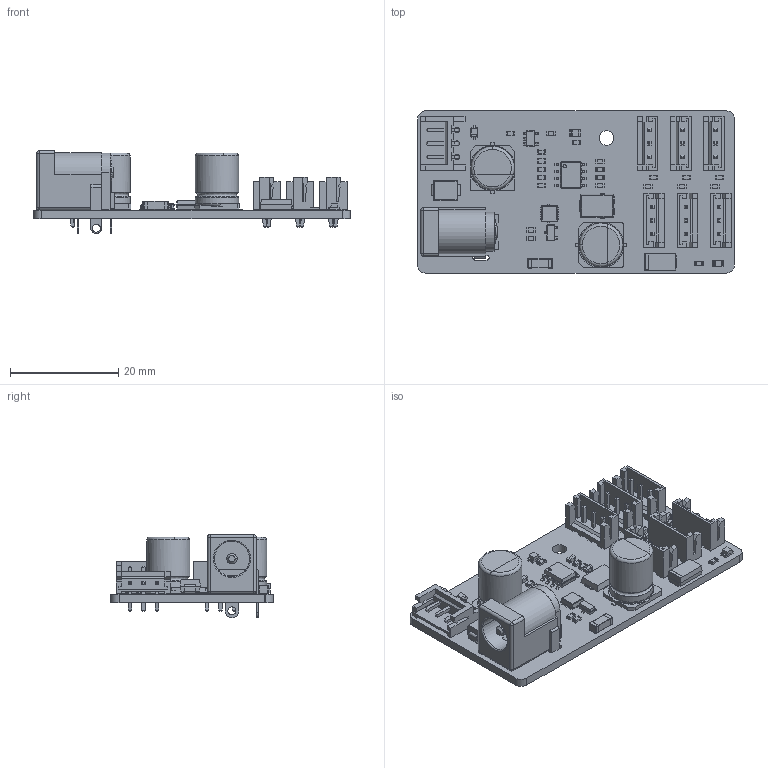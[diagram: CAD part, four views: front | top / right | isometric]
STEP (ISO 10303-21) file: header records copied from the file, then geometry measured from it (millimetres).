
FILE_DESCRIPTION(('KiCad electronic assembly'),'2;1');
FILE_NAME('DXL_330_HUB_Board_ver1.step','2025-06-29T07:49:54',('Pcbnew') ,('Kicad'),'Open CASCADE STEP processor 7.8','KiCad to STEP converter' ,'Unknown');
FILE_SCHEMA(('AUTOMOTIVE_DESIGN { 1 0 10303 214 1 1 1 1 }'));
Length unit declared in the file: millimetre
Products named in the file (34): DXL_330_HUB_Board_ver1 1; CP_EIA-6032-20_AVX-F; CP_EIA_6032_20_AVX_F; JST_EH_B3B-EH-A_1x03_P2.50mm_Vertical; JST_B3B_EH_A; R_0603_1608Metric; C_0603_1608Metric; LED_0805_2012Metric; D_SOD-323; D_SOD_323; SQS401EN-T1_BE3 (1); SIS468DN-T1-GE3; SOT-23; SOT_23; JST_EH_S3B-EH_1x03_P2.50mm_Horizontal; JST_S3B_EH; TO-277A; TO_277A_sp; CP_Elec_8x10.5; CP_Elec_8x105; SOIC-8_3.9x4.9mm_P1.27mm; SOIC_8_39x49mm_P127mm; SMBJ24A; bidirect; DC-005; SOT-23-5; SOT_23_5; BLM41PG600SN1L; BLM41PG102SH1L; DXL_330_HUB_Board_ver3_PCB
Assembly tree (59 placements, depth 3):
  DXL_330_HUB_Board_ver1 1
    CP_EIA-6032-20_AVX-F
      CP_EIA_6032_20_AVX_F
    JST_EH_B3B-EH-A_1x03_P2.50mm_Vertical  x6
      JST_B3B_EH_A
    R_0603_1608Metric  x9
      R_0603_1608Metric
    C_0603_1608Metric  x12
      C_0603_1608Metric
    LED_0805_2012Metric  x2
      LED_0805_2012Metric
    D_SOD-323
      D_SOD_323
    SQS401EN-T1_BE3 (1)
      SIS468DN-T1-GE3
    SOT-23
      SOT_23
    JST_EH_S3B-EH_1x03_P2.50mm_Horizontal
      JST_S3B_EH
    TO-277A
      TO_277A_sp
    CP_Elec_8x10.5  x2
      CP_Elec_8x105
    SOIC-8_3.9x4.9mm_P1.27mm
      SOIC_8_39x49mm_P127mm
    SMBJ24A
      bidirect
    DC-005
      DC-005
    SOT-23-5
      SOT_23_5
    BLM41PG600SN1L
      BLM41PG102SH1L
    DXL_330_HUB_Board_ver3_PCB
Bounding box: 58.7 x 30 x 15.4 mm (x, y, z)
Volume: 5635.4 mm3; surface area: 9102.3 mm2
Topology: 59 solids, 59 shells, 2353 faces, 6041 edges, 3870 vertices
Faces by surface type: plane 1767, cylinder 434, bspline 132, torus 8, sphere 8, revolution 2, cone 2
Full cylindrical faces by diameter (mm): 0.6 x1, 0.95 x21, 2.7 x1, 8 x4
Entity records: 43266 total; most frequent: CARTESIAN_POINT 7285, ORIENTED_EDGE 6194, DIRECTION 5670, EDGE_CURVE 3097, LINE 2485, VECTOR 2485, VERTEX_POINT 1959, AXIS2_PLACEMENT_3D 1592
